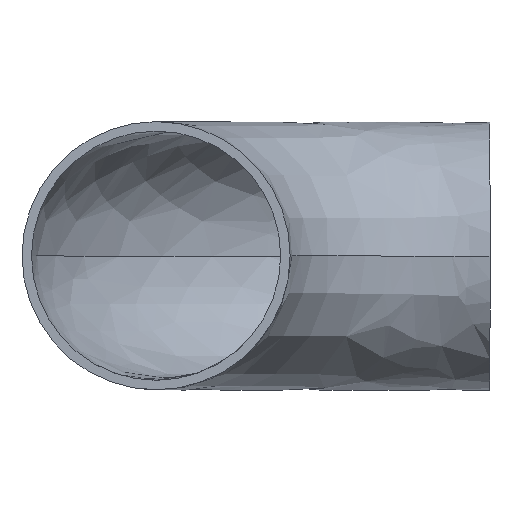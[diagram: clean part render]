
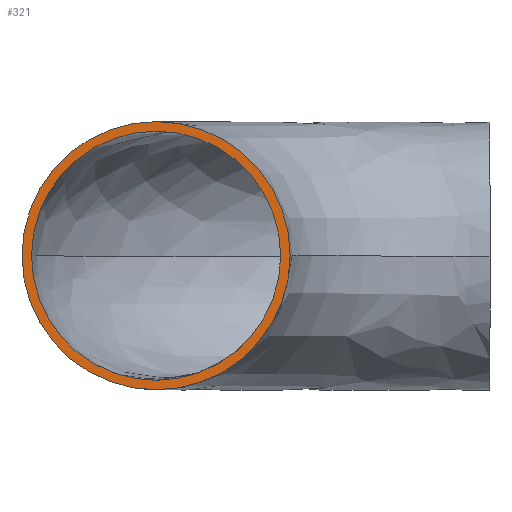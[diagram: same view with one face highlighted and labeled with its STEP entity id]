
A CAD part, top view. The second image highlights one B-rep face of the part: STEP entity #321.
In plain terms, the highlighted planar face has unit normal (0, 0, 1).
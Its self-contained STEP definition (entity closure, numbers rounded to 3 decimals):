
#19 = CIRCLE ( 'NONE', #481, 21.2 ) ;
#28 = FACE_BOUND ( 'NONE', #478, .T. ) ;
#29 = CARTESIAN_POINT ( 'NONE',  ( 0., 0., 0. ) ) ;
#32 = DIRECTION ( 'NONE',  ( 1., 0., 0. ) ) ;
#62 = PLANE ( 'NONE',  #519 ) ;
#63 = EDGE_CURVE ( 'NONE', #475, #202, #174, .T. ) ;
#65 = ORIENTED_EDGE ( 'NONE', *, *, #301, .T. ) ;
#66 = DIRECTION ( 'NONE',  ( 0., 0., 1. ) ) ;
#69 = CARTESIAN_POINT ( 'NONE',  ( -19.7, 0., 0. ) ) ;
#91 = DIRECTION ( 'NONE',  ( 1., 0., 0. ) ) ;
#104 = DIRECTION ( 'NONE',  ( 0., 0., 1. ) ) ;
#144 = EDGE_CURVE ( 'NONE', #234, #490, #211, .T. ) ;
#149 = FACE_OUTER_BOUND ( 'NONE', #484, .T. ) ;
#159 = AXIS2_PLACEMENT_3D ( 'NONE', #313, #388, #91 ) ;
#174 = CIRCLE ( 'NONE', #404, 19.7 ) ;
#202 = VERTEX_POINT ( 'NONE', #69 ) ;
#211 = CIRCLE ( 'NONE', #159, 21.2 ) ;
#234 = VERTEX_POINT ( 'NONE', #342 ) ;
#275 = CARTESIAN_POINT ( 'NONE',  ( 21.2, 0., 0. ) ) ;
#289 = ORIENTED_EDGE ( 'NONE', *, *, #477, .F. ) ;
#291 = CARTESIAN_POINT ( 'NONE',  ( 0., 0., 0. ) ) ;
#301 = EDGE_CURVE ( 'NONE', #490, #234, #19, .T. ) ;
#313 = CARTESIAN_POINT ( 'NONE',  ( 0., 0., 0. ) ) ;
#316 = CARTESIAN_POINT ( 'NONE',  ( 19.7, 0., 0. ) ) ;
#321 = ADVANCED_FACE ( 'NONE', ( #28, #149 ), #62, .T. ) ;
#342 = CARTESIAN_POINT ( 'NONE',  ( -21.2, 0., 0. ) ) ;
#356 = CARTESIAN_POINT ( 'NONE',  ( 0., 0., 0. ) ) ;
#364 = CARTESIAN_POINT ( 'NONE',  ( 0., 0., 0. ) ) ;
#388 = DIRECTION ( 'NONE',  ( 0., 0., 1. ) ) ;
#389 = DIRECTION ( 'NONE',  ( 1., 0., 0. ) ) ;
#396 = ORIENTED_EDGE ( 'NONE', *, *, #144, .T. ) ;
#404 = AXIS2_PLACEMENT_3D ( 'NONE', #291, #535, #32 ) ;
#408 = DIRECTION ( 'NONE',  ( 1., 0., 0. ) ) ;
#469 = AXIS2_PLACEMENT_3D ( 'NONE', #356, #104, #389 ) ;
#475 = VERTEX_POINT ( 'NONE', #316 ) ;
#477 = EDGE_CURVE ( 'NONE', #202, #475, #508, .T. ) ;
#478 = EDGE_LOOP ( 'NONE', ( #517, #289 ) ) ;
#481 = AXIS2_PLACEMENT_3D ( 'NONE', #29, #526, #408 ) ;
#484 = EDGE_LOOP ( 'NONE', ( #65, #396 ) ) ;
#490 = VERTEX_POINT ( 'NONE', #275 ) ;
#508 = CIRCLE ( 'NONE', #469, 19.7 ) ;
#517 = ORIENTED_EDGE ( 'NONE', *, *, #63, .F. ) ;
#519 = AXIS2_PLACEMENT_3D ( 'NONE', #364, #66, #521 ) ;
#521 = DIRECTION ( 'NONE',  ( 1., 0., 0. ) ) ;
#526 = DIRECTION ( 'NONE',  ( 0., 0., 1. ) ) ;
#535 = DIRECTION ( 'NONE',  ( 0., 0., 1. ) ) ;
